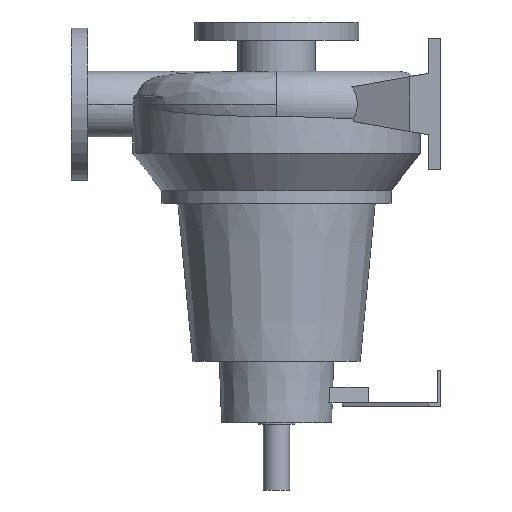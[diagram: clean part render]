
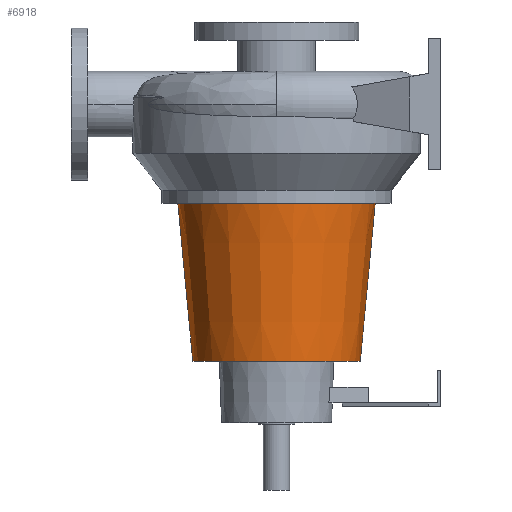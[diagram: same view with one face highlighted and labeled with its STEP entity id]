
A CAD part, left-side view. The second image highlights one B-rep face of the part: STEP entity #6918.
In plain terms, the highlighted conical face has half-angle 5.404 degrees and reference radius 102 mm.
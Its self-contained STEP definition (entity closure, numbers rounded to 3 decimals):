
#253 = CARTESIAN_POINT ( 'NONE',  ( 0., 0., -121. ) ) ;
#904 = CARTESIAN_POINT ( 'NONE',  ( 0., -120.162, -121. ) ) ;
#959 = DIRECTION ( 'NONE',  ( 0., -0.094, 0.996 ) ) ;
#1299 = EDGE_CURVE ( 'NONE', #3698, #6778, #2569, .T. ) ;
#1472 = VERTEX_POINT ( 'NONE', #2679 ) ;
#1509 = VECTOR ( 'NONE', #959, 1000. ) ;
#1616 = VECTOR ( 'NONE', #5820, 1000. ) ;
#1633 = EDGE_CURVE ( 'NONE', #4378, #1472, #6385, .T. ) ;
#1803 = ORIENTED_EDGE ( 'NONE', *, *, #1633, .T. ) ;
#1867 = CARTESIAN_POINT ( 'NONE',  ( 0., 102., -313. ) ) ;
#2003 = CARTESIAN_POINT ( 'NONE',  ( 0., -102., -313. ) ) ;
#2119 = LINE ( 'NONE', #2003, #1509 ) ;
#2274 = CARTESIAN_POINT ( 'NONE',  ( 0., 120.162, -121. ) ) ;
#2484 = DIRECTION ( 'NONE',  ( 0., 0., 1. ) ) ;
#2569 = CIRCLE ( 'NONE', #6049, 120.162 ) ;
#2679 = CARTESIAN_POINT ( 'NONE',  ( 0., -102., -313. ) ) ;
#2962 = DIRECTION ( 'NONE',  ( 0., -1., 0. ) ) ;
#3368 = DIRECTION ( 'NONE',  ( 0., 0., 1. ) ) ;
#3624 = AXIS2_PLACEMENT_3D ( 'NONE', #5019, #2484, #5246 ) ;
#3698 = VERTEX_POINT ( 'NONE', #2274 ) ;
#3757 = EDGE_CURVE ( 'NONE', #4378, #3698, #6223, .T. ) ;
#3946 = CARTESIAN_POINT ( 'NONE',  ( 0., 102., -313. ) ) ;
#3980 = AXIS2_PLACEMENT_3D ( 'NONE', #5583, #3368, #2962 ) ;
#4129 = DIRECTION ( 'NONE',  ( 0., -1., 0. ) ) ;
#4210 = DIRECTION ( 'NONE',  ( 0., 0., 1. ) ) ;
#4361 = ORIENTED_EDGE ( 'NONE', *, *, #3757, .F. ) ;
#4378 = VERTEX_POINT ( 'NONE', #3946 ) ;
#4698 = EDGE_CURVE ( 'NONE', #1472, #6778, #2119, .T. ) ;
#5019 = CARTESIAN_POINT ( 'NONE',  ( 0., 0., -313. ) ) ;
#5246 = DIRECTION ( 'NONE',  ( 0., -1., 0. ) ) ;
#5583 = CARTESIAN_POINT ( 'NONE',  ( 0., 0., -313. ) ) ;
#5820 = DIRECTION ( 'NONE',  ( 0., 0.094, 0.996 ) ) ;
#6049 = AXIS2_PLACEMENT_3D ( 'NONE', #253, #4210, #4129 ) ;
#6223 = LINE ( 'NONE', #1867, #1616 ) ;
#6328 = ORIENTED_EDGE ( 'NONE', *, *, #4698, .T. ) ;
#6385 = CIRCLE ( 'NONE', #3980, 102. ) ;
#6565 = ORIENTED_EDGE ( 'NONE', *, *, #1299, .F. ) ;
#6636 = FACE_OUTER_BOUND ( 'NONE', #6675, .T. ) ;
#6675 = EDGE_LOOP ( 'NONE', ( #4361, #1803, #6328, #6565 ) ) ;
#6744 = CONICAL_SURFACE ( 'NONE', #3624, 102., 0.094 ) ;
#6778 = VERTEX_POINT ( 'NONE', #904 ) ;
#6918 = ADVANCED_FACE ( 'NONE', ( #6636 ), #6744, .T. ) ;
